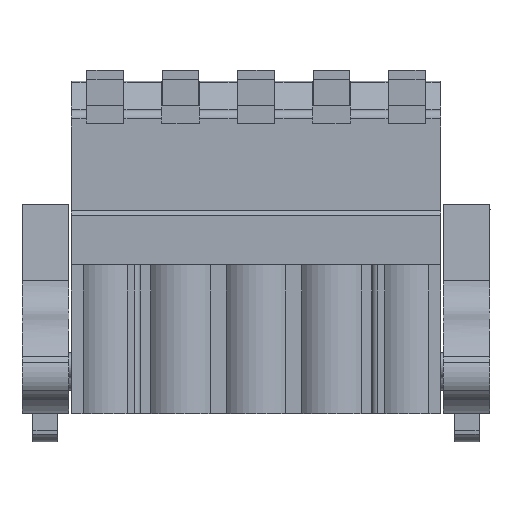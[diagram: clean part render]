
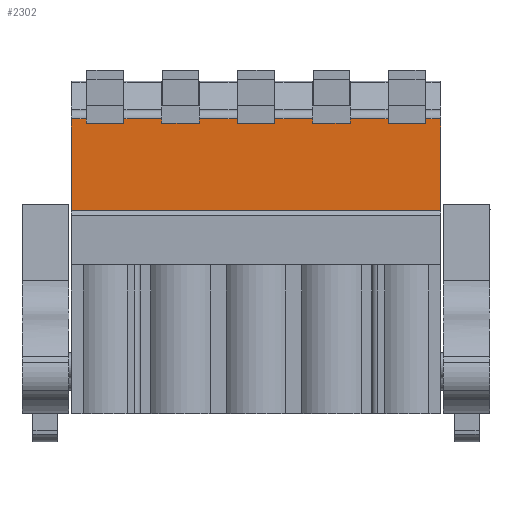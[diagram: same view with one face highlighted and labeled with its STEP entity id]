
A CAD part, front view. The second image highlights one B-rep face of the part: STEP entity #2302.
In plain terms, the highlighted planar face has unit normal (0, -1, 0).
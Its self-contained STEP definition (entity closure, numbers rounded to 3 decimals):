
#2122=AXIS2_PLACEMENT_3D('Plane Axis2P3D',#2119,#2120,#2121) ;
#342=CARTESIAN_POINT('Vertex',(42.28,0.45,32.636)) ;
#345=CARTESIAN_POINT('Line Origine',(42.28,0.45,27.991)) ;
#349=CARTESIAN_POINT('Vertex',(42.28,0.45,23.346)) ;
#2099=CARTESIAN_POINT('Line Origine',(23.64,0.45,32.636)) ;
#2103=CARTESIAN_POINT('Vertex',(40.78,0.45,32.636)) ;
#2119=CARTESIAN_POINT('Axis2P3D Location',(5.,0.45,23.346)) ;
#2124=CARTESIAN_POINT('Line Origine',(10.3,0.45,32.426)) ;
#2128=CARTESIAN_POINT('Vertex',(10.3,0.45,32.636)) ;
#2130=CARTESIAN_POINT('Vertex',(10.3,0.45,32.216)) ;
#2133=CARTESIAN_POINT('Line Origine',(8.4,0.45,32.216)) ;
#2137=CARTESIAN_POINT('Vertex',(6.5,0.45,32.216)) ;
#2140=CARTESIAN_POINT('Line Origine',(6.5,0.45,32.426)) ;
#2144=CARTESIAN_POINT('Vertex',(6.5,0.45,32.636)) ;
#2147=CARTESIAN_POINT('Line Origine',(5.75,0.45,32.636)) ;
#2151=CARTESIAN_POINT('Vertex',(5.,0.45,32.636)) ;
#2154=CARTESIAN_POINT('Line Origine',(5.,0.45,27.991)) ;
#2158=CARTESIAN_POINT('Vertex',(5.,0.45,23.346)) ;
#2161=CARTESIAN_POINT('Line Origine',(23.64,0.45,23.346)) ;
#2166=CARTESIAN_POINT('Line Origine',(40.78,0.45,32.426)) ;
#2170=CARTESIAN_POINT('Vertex',(40.78,0.45,32.216)) ;
#2173=CARTESIAN_POINT('Line Origine',(38.88,0.45,32.216)) ;
#2177=CARTESIAN_POINT('Vertex',(36.98,0.45,32.216)) ;
#2180=CARTESIAN_POINT('Line Origine',(36.98,0.45,32.426)) ;
#2184=CARTESIAN_POINT('Vertex',(36.98,0.45,32.636)) ;
#2187=CARTESIAN_POINT('Line Origine',(35.07,0.45,32.636)) ;
#2191=CARTESIAN_POINT('Vertex',(33.16,0.45,32.636)) ;
#2194=CARTESIAN_POINT('Line Origine',(33.16,0.45,32.426)) ;
#2198=CARTESIAN_POINT('Vertex',(33.16,0.45,32.216)) ;
#2201=CARTESIAN_POINT('Line Origine',(31.26,0.45,32.216)) ;
#2205=CARTESIAN_POINT('Vertex',(29.36,0.45,32.216)) ;
#2208=CARTESIAN_POINT('Line Origine',(29.36,0.45,32.426)) ;
#2212=CARTESIAN_POINT('Vertex',(29.36,0.45,32.636)) ;
#2215=CARTESIAN_POINT('Line Origine',(27.45,0.45,32.636)) ;
#2219=CARTESIAN_POINT('Vertex',(25.54,0.45,32.636)) ;
#2222=CARTESIAN_POINT('Line Origine',(25.54,0.45,32.426)) ;
#2226=CARTESIAN_POINT('Vertex',(25.54,0.45,32.216)) ;
#2229=CARTESIAN_POINT('Line Origine',(23.64,0.45,32.216)) ;
#2233=CARTESIAN_POINT('Vertex',(21.74,0.45,32.216)) ;
#2236=CARTESIAN_POINT('Line Origine',(21.74,0.45,32.426)) ;
#2240=CARTESIAN_POINT('Vertex',(21.74,0.45,32.636)) ;
#2243=CARTESIAN_POINT('Line Origine',(19.83,0.45,32.636)) ;
#2247=CARTESIAN_POINT('Vertex',(17.92,0.45,32.636)) ;
#2250=CARTESIAN_POINT('Line Origine',(17.92,0.45,32.426)) ;
#2254=CARTESIAN_POINT('Vertex',(17.92,0.45,32.216)) ;
#2257=CARTESIAN_POINT('Line Origine',(16.02,0.45,32.216)) ;
#2261=CARTESIAN_POINT('Vertex',(14.12,0.45,32.216)) ;
#2264=CARTESIAN_POINT('Line Origine',(14.12,0.45,32.426)) ;
#2268=CARTESIAN_POINT('Vertex',(14.12,0.45,32.636)) ;
#2271=CARTESIAN_POINT('Line Origine',(12.21,0.45,32.636)) ;
#346=DIRECTION('Vector Direction',(0.,0.,1.)) ;
#2100=DIRECTION('Vector Direction',(-1.,0.,0.)) ;
#2120=DIRECTION('Axis2P3D Direction',(0.,1.,0.)) ;
#2121=DIRECTION('Axis2P3D XDirection',(0.,0.,1.)) ;
#2125=DIRECTION('Vector Direction',(0.,0.,1.)) ;
#2134=DIRECTION('Vector Direction',(1.,0.,0.)) ;
#2141=DIRECTION('Vector Direction',(0.,0.,1.)) ;
#2148=DIRECTION('Vector Direction',(1.,0.,0.)) ;
#2155=DIRECTION('Vector Direction',(0.,0.,1.)) ;
#2162=DIRECTION('Vector Direction',(1.,0.,0.)) ;
#2167=DIRECTION('Vector Direction',(0.,0.,1.)) ;
#2174=DIRECTION('Vector Direction',(1.,0.,0.)) ;
#2181=DIRECTION('Vector Direction',(0.,0.,1.)) ;
#2188=DIRECTION('Vector Direction',(1.,0.,0.)) ;
#2195=DIRECTION('Vector Direction',(0.,0.,1.)) ;
#2202=DIRECTION('Vector Direction',(1.,0.,0.)) ;
#2209=DIRECTION('Vector Direction',(0.,0.,1.)) ;
#2216=DIRECTION('Vector Direction',(1.,0.,0.)) ;
#2223=DIRECTION('Vector Direction',(0.,0.,1.)) ;
#2230=DIRECTION('Vector Direction',(1.,0.,0.)) ;
#2237=DIRECTION('Vector Direction',(0.,0.,1.)) ;
#2244=DIRECTION('Vector Direction',(1.,0.,0.)) ;
#2251=DIRECTION('Vector Direction',(0.,0.,1.)) ;
#2258=DIRECTION('Vector Direction',(1.,0.,0.)) ;
#2265=DIRECTION('Vector Direction',(0.,0.,1.)) ;
#2272=DIRECTION('Vector Direction',(1.,0.,0.)) ;
#347=VECTOR('Line Direction',#346,1.) ;
#2101=VECTOR('Line Direction',#2100,1.) ;
#2126=VECTOR('Line Direction',#2125,1.) ;
#2135=VECTOR('Line Direction',#2134,1.) ;
#2142=VECTOR('Line Direction',#2141,1.) ;
#2149=VECTOR('Line Direction',#2148,1.) ;
#2156=VECTOR('Line Direction',#2155,1.) ;
#2163=VECTOR('Line Direction',#2162,1.) ;
#2168=VECTOR('Line Direction',#2167,1.) ;
#2175=VECTOR('Line Direction',#2174,1.) ;
#2182=VECTOR('Line Direction',#2181,1.) ;
#2189=VECTOR('Line Direction',#2188,1.) ;
#2196=VECTOR('Line Direction',#2195,1.) ;
#2203=VECTOR('Line Direction',#2202,1.) ;
#2210=VECTOR('Line Direction',#2209,1.) ;
#2217=VECTOR('Line Direction',#2216,1.) ;
#2224=VECTOR('Line Direction',#2223,1.) ;
#2231=VECTOR('Line Direction',#2230,1.) ;
#2238=VECTOR('Line Direction',#2237,1.) ;
#2245=VECTOR('Line Direction',#2244,1.) ;
#2252=VECTOR('Line Direction',#2251,1.) ;
#2259=VECTOR('Line Direction',#2258,1.) ;
#2266=VECTOR('Line Direction',#2265,1.) ;
#2273=VECTOR('Line Direction',#2272,1.) ;
#2277=ORIENTED_EDGE('',*,*,#2132,.T.) ;
#2278=ORIENTED_EDGE('',*,*,#2139,.F.) ;
#2279=ORIENTED_EDGE('',*,*,#2146,.F.) ;
#2280=ORIENTED_EDGE('',*,*,#2153,.F.) ;
#2281=ORIENTED_EDGE('',*,*,#2160,.F.) ;
#2282=ORIENTED_EDGE('',*,*,#2165,.T.) ;
#2283=ORIENTED_EDGE('',*,*,#351,.T.) ;
#2284=ORIENTED_EDGE('',*,*,#2105,.F.) ;
#2285=ORIENTED_EDGE('',*,*,#2172,.T.) ;
#2286=ORIENTED_EDGE('',*,*,#2179,.F.) ;
#2287=ORIENTED_EDGE('',*,*,#2186,.F.) ;
#2288=ORIENTED_EDGE('',*,*,#2193,.F.) ;
#2289=ORIENTED_EDGE('',*,*,#2200,.T.) ;
#2290=ORIENTED_EDGE('',*,*,#2207,.F.) ;
#2291=ORIENTED_EDGE('',*,*,#2214,.F.) ;
#2292=ORIENTED_EDGE('',*,*,#2221,.F.) ;
#2293=ORIENTED_EDGE('',*,*,#2228,.T.) ;
#2294=ORIENTED_EDGE('',*,*,#2235,.F.) ;
#2295=ORIENTED_EDGE('',*,*,#2242,.F.) ;
#2296=ORIENTED_EDGE('',*,*,#2249,.F.) ;
#2297=ORIENTED_EDGE('',*,*,#2256,.T.) ;
#2298=ORIENTED_EDGE('',*,*,#2263,.F.) ;
#2299=ORIENTED_EDGE('',*,*,#2270,.F.) ;
#2300=ORIENTED_EDGE('',*,*,#2275,.F.) ;
#2302=ADVANCED_FACE('HOUSING',(#2301),#2123,.F.) ;
#351=EDGE_CURVE('',#350,#343,#348,.T.) ;
#2105=EDGE_CURVE('',#2104,#343,#2102,.F.) ;
#2132=EDGE_CURVE('',#2129,#2131,#2127,.F.) ;
#2139=EDGE_CURVE('',#2138,#2131,#2136,.T.) ;
#2146=EDGE_CURVE('',#2145,#2138,#2143,.F.) ;
#2153=EDGE_CURVE('',#2152,#2145,#2150,.T.) ;
#2160=EDGE_CURVE('',#2159,#2152,#2157,.T.) ;
#2165=EDGE_CURVE('',#2159,#350,#2164,.T.) ;
#2172=EDGE_CURVE('',#2104,#2171,#2169,.F.) ;
#2179=EDGE_CURVE('',#2178,#2171,#2176,.T.) ;
#2186=EDGE_CURVE('',#2185,#2178,#2183,.F.) ;
#2193=EDGE_CURVE('',#2192,#2185,#2190,.T.) ;
#2200=EDGE_CURVE('',#2192,#2199,#2197,.F.) ;
#2207=EDGE_CURVE('',#2206,#2199,#2204,.T.) ;
#2214=EDGE_CURVE('',#2213,#2206,#2211,.F.) ;
#2221=EDGE_CURVE('',#2220,#2213,#2218,.T.) ;
#2228=EDGE_CURVE('',#2220,#2227,#2225,.F.) ;
#2235=EDGE_CURVE('',#2234,#2227,#2232,.T.) ;
#2242=EDGE_CURVE('',#2241,#2234,#2239,.F.) ;
#2249=EDGE_CURVE('',#2248,#2241,#2246,.T.) ;
#2256=EDGE_CURVE('',#2248,#2255,#2253,.F.) ;
#2263=EDGE_CURVE('',#2262,#2255,#2260,.T.) ;
#2270=EDGE_CURVE('',#2269,#2262,#2267,.F.) ;
#2275=EDGE_CURVE('',#2129,#2269,#2274,.T.) ;
#2276=EDGE_LOOP('',(#2277,#2278,#2279,#2280,#2281,#2282,#2283,#2284,#2285,#2286,#2287,#2288,#2289,#2290,#2291,#2292,#2293,#2294,#2295,#2296,#2297,#2298,#2299,#2300)) ;
#2301=FACE_OUTER_BOUND('',#2276,.T.) ;
#348=LINE('Line',#345,#347) ;
#2102=LINE('Line',#2099,#2101) ;
#2127=LINE('Line',#2124,#2126) ;
#2136=LINE('Line',#2133,#2135) ;
#2143=LINE('Line',#2140,#2142) ;
#2150=LINE('Line',#2147,#2149) ;
#2157=LINE('Line',#2154,#2156) ;
#2164=LINE('Line',#2161,#2163) ;
#2169=LINE('Line',#2166,#2168) ;
#2176=LINE('Line',#2173,#2175) ;
#2183=LINE('Line',#2180,#2182) ;
#2190=LINE('Line',#2187,#2189) ;
#2197=LINE('Line',#2194,#2196) ;
#2204=LINE('Line',#2201,#2203) ;
#2211=LINE('Line',#2208,#2210) ;
#2218=LINE('Line',#2215,#2217) ;
#2225=LINE('Line',#2222,#2224) ;
#2232=LINE('Line',#2229,#2231) ;
#2239=LINE('Line',#2236,#2238) ;
#2246=LINE('Line',#2243,#2245) ;
#2253=LINE('Line',#2250,#2252) ;
#2260=LINE('Line',#2257,#2259) ;
#2267=LINE('Line',#2264,#2266) ;
#2274=LINE('Line',#2271,#2273) ;
#2123=PLANE('',#2122) ;
#343=VERTEX_POINT('',#342) ;
#350=VERTEX_POINT('',#349) ;
#2104=VERTEX_POINT('',#2103) ;
#2129=VERTEX_POINT('',#2128) ;
#2131=VERTEX_POINT('',#2130) ;
#2138=VERTEX_POINT('',#2137) ;
#2145=VERTEX_POINT('',#2144) ;
#2152=VERTEX_POINT('',#2151) ;
#2159=VERTEX_POINT('',#2158) ;
#2171=VERTEX_POINT('',#2170) ;
#2178=VERTEX_POINT('',#2177) ;
#2185=VERTEX_POINT('',#2184) ;
#2192=VERTEX_POINT('',#2191) ;
#2199=VERTEX_POINT('',#2198) ;
#2206=VERTEX_POINT('',#2205) ;
#2213=VERTEX_POINT('',#2212) ;
#2220=VERTEX_POINT('',#2219) ;
#2227=VERTEX_POINT('',#2226) ;
#2234=VERTEX_POINT('',#2233) ;
#2241=VERTEX_POINT('',#2240) ;
#2248=VERTEX_POINT('',#2247) ;
#2255=VERTEX_POINT('',#2254) ;
#2262=VERTEX_POINT('',#2261) ;
#2269=VERTEX_POINT('',#2268) ;
